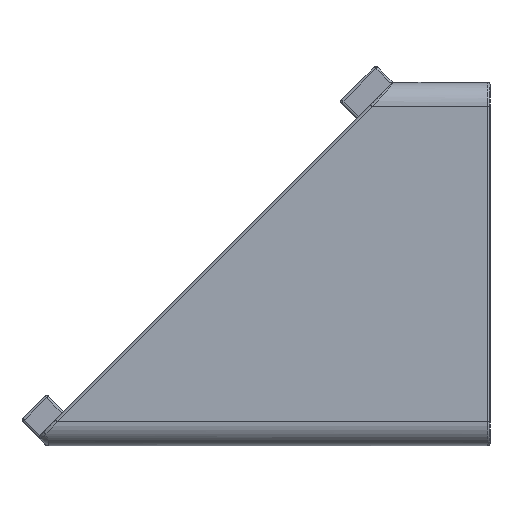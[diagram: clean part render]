
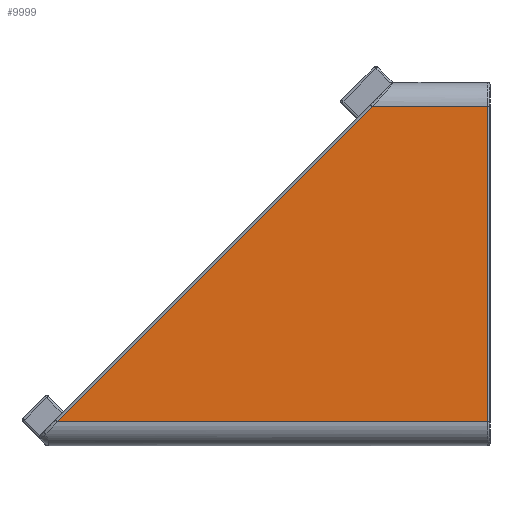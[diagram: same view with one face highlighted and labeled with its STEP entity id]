
A CAD part, left-side view. The second image highlights one B-rep face of the part: STEP entity #9999.
In plain terms, the highlighted planar face has unit normal (-1, 0, 0).
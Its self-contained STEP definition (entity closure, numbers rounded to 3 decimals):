
#14 = ORIENTED_EDGE ( 'NONE', *, *, #1261, .F. ) ;
#73 = EDGE_LOOP ( 'NONE', ( #2973, #9230, #1946, #14 ) ) ;
#354 = CARTESIAN_POINT ( 'NONE',  ( -30., 38., 13. ) ) ;
#527 = DIRECTION ( 'NONE',  ( 1., 0., 0. ) ) ;
#650 = VECTOR ( 'NONE', #6028, 1000. ) ;
#1250 = VERTEX_POINT ( 'NONE', #8638 ) ;
#1261 = EDGE_CURVE ( 'NONE', #1250, #6059, #10043, .T. ) ;
#1292 = EDGE_CURVE ( 'NONE', #1447, #6059, #2805, .T. ) ;
#1387 = CARTESIAN_POINT ( 'NONE',  ( -30., 0.2, 13. ) ) ;
#1447 = VERTEX_POINT ( 'NONE', #2189 ) ;
#1946 = ORIENTED_EDGE ( 'NONE', *, *, #1292, .T. ) ;
#2189 = CARTESIAN_POINT ( 'NONE',  ( -30., 35.717, -13. ) ) ;
#2498 = VECTOR ( 'NONE', #11486, 1000. ) ;
#2805 = LINE ( 'NONE', #10574, #2498 ) ;
#2973 = ORIENTED_EDGE ( 'NONE', *, *, #4375, .F. ) ;
#3669 = LINE ( 'NONE', #7158, #10602 ) ;
#4139 = PLANE ( 'NONE',  #4143 ) ;
#4143 = AXIS2_PLACEMENT_3D ( 'NONE', #11393, #527, #6877 ) ;
#4375 = EDGE_CURVE ( 'NONE', #8598, #1250, #9725, .T. ) ;
#4498 = CARTESIAN_POINT ( 'NONE',  ( -30., 9.717, 13. ) ) ;
#6028 = DIRECTION ( 'NONE',  ( 0., 0., -1. ) ) ;
#6059 = VERTEX_POINT ( 'NONE', #10000 ) ;
#6303 = DIRECTION ( 'NONE',  ( 0., -0.707, 0.707 ) ) ;
#6695 = DIRECTION ( 'NONE',  ( 0., -1., 0. ) ) ;
#6877 = DIRECTION ( 'NONE',  ( 0., 0., 1. ) ) ;
#7158 = CARTESIAN_POINT ( 'NONE',  ( -30., 23.859, -1.141 ) ) ;
#7319 = VECTOR ( 'NONE', #6695, 1000. ) ;
#7773 = FACE_OUTER_BOUND ( 'NONE', #73, .T. ) ;
#8598 = VERTEX_POINT ( 'NONE', #4498 ) ;
#8638 = CARTESIAN_POINT ( 'NONE',  ( -30., 0.2, 13. ) ) ;
#9230 = ORIENTED_EDGE ( 'NONE', *, *, #9701, .F. ) ;
#9701 = EDGE_CURVE ( 'NONE', #1447, #8598, #3669, .T. ) ;
#9725 = LINE ( 'NONE', #354, #7319 ) ;
#9999 = ADVANCED_FACE ( 'NONE', ( #7773 ), #4139, .F. ) ;
#10000 = CARTESIAN_POINT ( 'NONE',  ( -30., 0.2, -13. ) ) ;
#10043 = LINE ( 'NONE', #1387, #650 ) ;
#10574 = CARTESIAN_POINT ( 'NONE',  ( -30., 38., -13. ) ) ;
#10602 = VECTOR ( 'NONE', #6303, 1000. ) ;
#11393 = CARTESIAN_POINT ( 'NONE',  ( -30., 38., 13. ) ) ;
#11486 = DIRECTION ( 'NONE',  ( 0., -1., 0. ) ) ;
